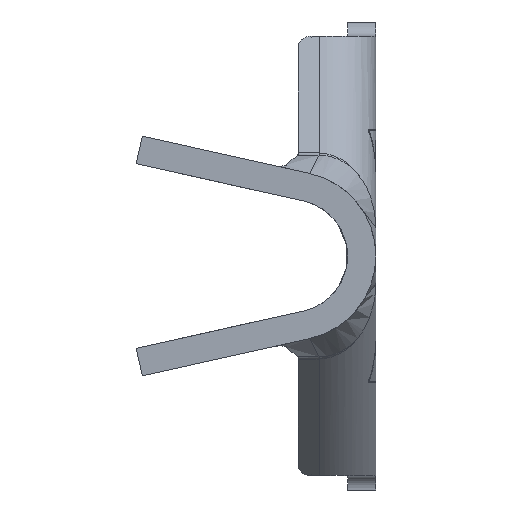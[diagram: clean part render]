
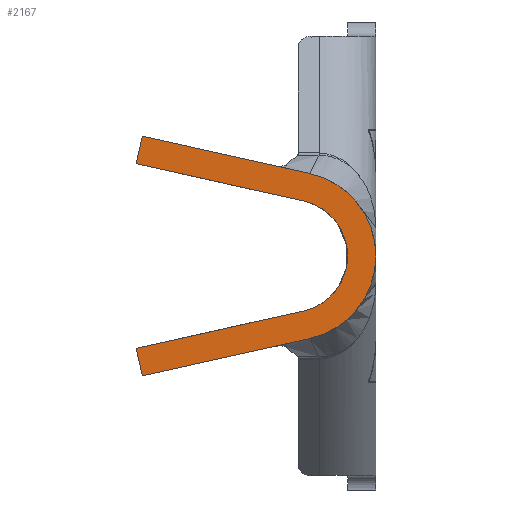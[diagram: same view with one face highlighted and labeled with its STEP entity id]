
A CAD part, left-side view. The second image highlights one B-rep face of the part: STEP entity #2167.
In plain terms, the highlighted planar face has unit normal (-1, 0, 0).
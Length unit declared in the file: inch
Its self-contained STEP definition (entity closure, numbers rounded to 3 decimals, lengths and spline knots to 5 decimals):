
#80 = EDGE_CURVE ( 'NONE', #6533, #157, #115, .T. ) ;
#81 = CARTESIAN_POINT ( 'NONE',  ( -0.439, 0.06, 0. ) ) ;
#115 = LINE ( 'NONE', #2429, #1606 ) ;
#157 = VERTEX_POINT ( 'NONE', #758 ) ;
#556 = VERTEX_POINT ( 'NONE', #5861 ) ;
#573 = CARTESIAN_POINT ( 'NONE',  ( -0.439, 0.17, -0.06548 ) ) ;
#639 = CARTESIAN_POINT ( 'NONE',  ( -0.439, 0.04696, 0.05857 ) ) ;
#758 = CARTESIAN_POINT ( 'NONE',  ( -0.439, 0.0513, -0.03904 ) ) ;
#918 = VECTOR ( 'NONE', #5627, 39.37008 ) ;
#962 = EDGE_CURVE ( 'NONE', #3891, #6533, #5722, .T. ) ;
#1050 = LINE ( 'NONE', #3335, #918 ) ;
#1200 = CARTESIAN_POINT ( 'NONE',  ( -0.439, 0.04696, 0.05857 ) ) ;
#1279 = CARTESIAN_POINT ( 'NONE',  ( -0.439, 0.04696, -0.05857 ) ) ;
#1303 = LINE ( 'NONE', #3589, #1472 ) ;
#1373 = ORIENTED_EDGE ( 'NONE', *, *, #3461, .F. ) ;
#1472 = VECTOR ( 'NONE', #5874, 39.37008 ) ;
#1606 = VECTOR ( 'NONE', #4695, 39.37008 ) ;
#1645 = CARTESIAN_POINT ( 'NONE',  ( -0.439, 0.16565, -0.085 ) ) ;
#1701 = LINE ( 'NONE', #3976, #6051 ) ;
#1720 = DIRECTION ( 'NONE',  ( -1., 0., 0. ) ) ;
#1742 = AXIS2_PLACEMENT_3D ( 'NONE', #81, #2395, #4660 ) ;
#1910 = CARTESIAN_POINT ( 'NONE',  ( -0.439, 0.17, -0.06548 ) ) ;
#2166 = DIRECTION ( 'NONE',  ( 1., 0., 0. ) ) ;
#2167 = ADVANCED_FACE ( 'NONE', ( #2720 ), #4998, .F. ) ;
#2395 = DIRECTION ( 'NONE',  ( 1., 0., 0. ) ) ;
#2429 = CARTESIAN_POINT ( 'NONE',  ( -0.439, 0.0513, -0.03904 ) ) ;
#2720 = FACE_OUTER_BOUND ( 'NONE', #4229, .T. ) ;
#2847 = ORIENTED_EDGE ( 'NONE', *, *, #7207, .F. ) ;
#2876 = DIRECTION ( 'NONE',  ( 0., 0.217, 0.976 ) ) ;
#2960 = CIRCLE ( 'NONE', #6182, 0.04 ) ;
#3078 = ORIENTED_EDGE ( 'NONE', *, *, #962, .F. ) ;
#3166 = EDGE_CURVE ( 'NONE', #4437, #3891, #1701, .T. ) ;
#3335 = CARTESIAN_POINT ( 'NONE',  ( -0.439, 0.17, 0.06548 ) ) ;
#3404 = ORIENTED_EDGE ( 'NONE', *, *, #3756, .F. ) ;
#3461 = EDGE_CURVE ( 'NONE', #4976, #556, #1050, .T. ) ;
#3485 = DIRECTION ( 'NONE',  ( 0., -0.976, -0.217 ) ) ;
#3589 = CARTESIAN_POINT ( 'NONE',  ( -0.439, 0.0513, 0.03904 ) ) ;
#3756 = EDGE_CURVE ( 'NONE', #157, #5283, #2960, .T. ) ;
#3891 = VERTEX_POINT ( 'NONE', #1645 ) ;
#3976 = CARTESIAN_POINT ( 'NONE',  ( -0.439, 0.04696, -0.05857 ) ) ;
#3993 = DIRECTION ( 'NONE',  ( 0., 0., -1. ) ) ;
#4014 = AXIS2_PLACEMENT_3D ( 'NONE', #7265, #2166, #4427 ) ;
#4067 = CARTESIAN_POINT ( 'NONE',  ( -0.439, 0.0513, 0.03904 ) ) ;
#4148 = VECTOR ( 'NONE', #3485, 39.37008 ) ;
#4229 = EDGE_LOOP ( 'NONE', ( #4870, #5995, #1373, #2847, #3404, #6200, #3078, #6522 ) ) ;
#4386 = EDGE_CURVE ( 'NONE', #556, #5705, #6332, .T. ) ;
#4427 = DIRECTION ( 'NONE',  ( 0., 0., -1. ) ) ;
#4437 = VERTEX_POINT ( 'NONE', #1279 ) ;
#4660 = DIRECTION ( 'NONE',  ( 0., 0., -1. ) ) ;
#4695 = DIRECTION ( 'NONE',  ( 0., -0.976, 0.217 ) ) ;
#4870 = ORIENTED_EDGE ( 'NONE', *, *, #6453, .F. ) ;
#4976 = VERTEX_POINT ( 'NONE', #5677 ) ;
#4998 = PLANE ( 'NONE',  #4014 ) ;
#5283 = VERTEX_POINT ( 'NONE', #4067 ) ;
#5627 = DIRECTION ( 'NONE',  ( 0., -0.217, 0.976 ) ) ;
#5677 = CARTESIAN_POINT ( 'NONE',  ( -0.439, 0.17, 0.06548 ) ) ;
#5705 = VERTEX_POINT ( 'NONE', #639 ) ;
#5722 = LINE ( 'NONE', #573, #6611 ) ;
#5861 = CARTESIAN_POINT ( 'NONE',  ( -0.439, 0.16565, 0.085 ) ) ;
#5874 = DIRECTION ( 'NONE',  ( 0., 0.976, 0.217 ) ) ;
#5930 = CIRCLE ( 'NONE', #1742, 0.06 ) ;
#5995 = ORIENTED_EDGE ( 'NONE', *, *, #4386, .F. ) ;
#6051 = VECTOR ( 'NONE', #6264, 39.37008 ) ;
#6182 = AXIS2_PLACEMENT_3D ( 'NONE', #6835, #1720, #3993 ) ;
#6200 = ORIENTED_EDGE ( 'NONE', *, *, #80, .F. ) ;
#6264 = DIRECTION ( 'NONE',  ( 0., 0.976, -0.217 ) ) ;
#6332 = LINE ( 'NONE', #1200, #4148 ) ;
#6453 = EDGE_CURVE ( 'NONE', #5705, #4437, #5930, .T. ) ;
#6522 = ORIENTED_EDGE ( 'NONE', *, *, #3166, .F. ) ;
#6533 = VERTEX_POINT ( 'NONE', #1910 ) ;
#6611 = VECTOR ( 'NONE', #2876, 39.37008 ) ;
#6835 = CARTESIAN_POINT ( 'NONE',  ( -0.439, 0.06, 0. ) ) ;
#7207 = EDGE_CURVE ( 'NONE', #5283, #4976, #1303, .T. ) ;
#7265 = CARTESIAN_POINT ( 'NONE',  ( -0.439, 0.06, 0. ) ) ;
